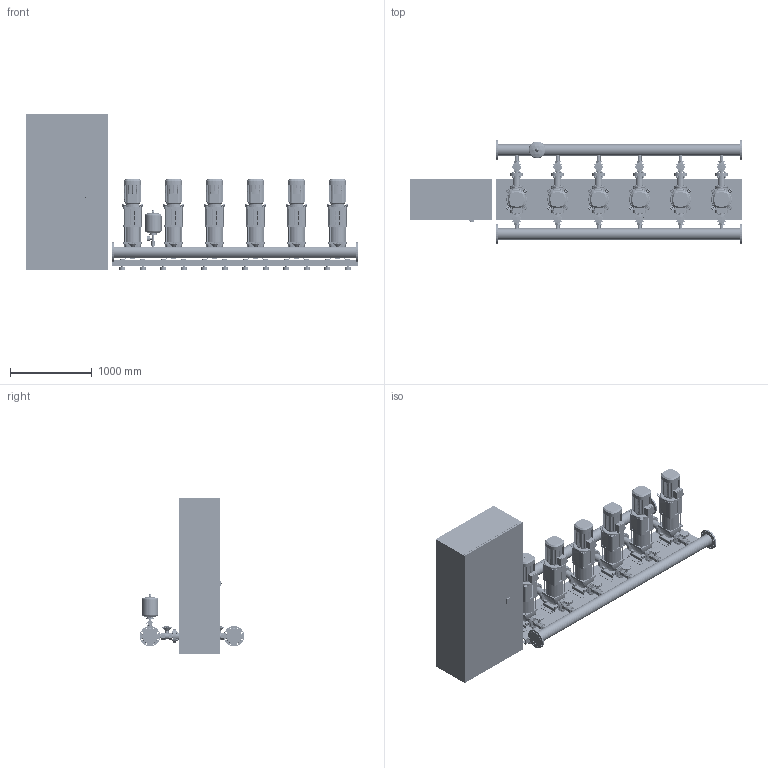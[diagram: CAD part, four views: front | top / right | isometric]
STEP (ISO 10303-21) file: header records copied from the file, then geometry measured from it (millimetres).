
FILE_DESCRIPTION((''),'2;1');
FILE_NAME('3d_COR-6HELIXV2204_K_CC-01-2530577.stp','2016-01-22T12:32:44',(''),(''),'Mechanical Desktop 2009','Mechanical Desktop 2009',', , ');
FILE_SCHEMA(('CONFIG_CONTROL_DESIGN'));
Length unit declared in the file: millimetre
Products named in the file (1): Product
Bounding box: 4050 x 1275 x 1900 mm (x, y, z)
Volume: 1296902535.9 mm3; surface area: 30985708.1 mm2
Topology: 310 solids, 310 shells, 11605 faces, 29629 edges, 19293 vertices
Faces by surface type: plane 4649, cylinder 3118, bspline 2884, cone 568, torus 372, sphere 14
Entity records: 390245 total; most frequent: CARTESIAN_POINT 109343, ORIENTED_EDGE 59254, DIRECTION 55423, EDGE_CURVE 29627, VERTEX_POINT 19290, AXIS2_PLACEMENT_3D 18594, VECTOR 18235, LINE 18235
